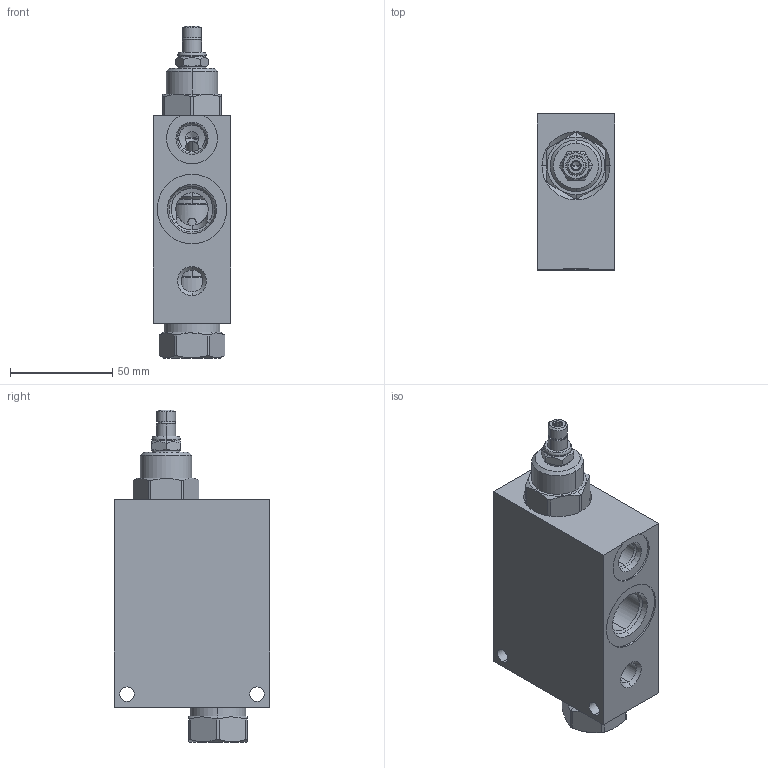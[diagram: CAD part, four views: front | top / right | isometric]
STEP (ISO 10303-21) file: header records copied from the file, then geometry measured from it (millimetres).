
FILE_DESCRIPTION((''),'2;1');
FILE_NAME('YVELLANCK_ASM','2021-03-12T',('ProEService'),(''),'PRO/ENGINEER BY PARAMETRIC TECHNOLOGY CORPORATION, 2014200','PRO/ENGINEER BY PARAMETRIC TECHNOLOGY CORPORATION, 2014200','');
FILE_SCHEMA(('CONFIG_CONTROL_DESIGN'));
Length unit declared in the file: inch
Products named in the file (4): 150-861-007; RVEALAN; CXFAXCN; YVELLANCK_ASM
Assembly tree (3 placements, depth 2):
  YVELLANCK_ASM
    150-861-007
    RVEALAN
    CXFAXCN
Bounding box: 38.1 x 76.2 x 162.46 mm (x, y, z)
Volume: 280569.1 mm3; surface area: 65900.7 mm2
Topology: 8 solids, 10 shells, 477 faces, 1372 edges, 1041 vertices
Faces by surface type: cylinder 199, cone 111, plane 92, torus 53, revolution 20, sphere 2
Entity records: 19872 total; most frequent: CARTESIAN_POINT 7464, DIRECTION 2640, ORIENTED_EDGE 2232, EDGE_CURVE 1116, AXIS2_PLACEMENT_3D 1006, VERTEX_POINT 684, VECTOR 608, LINE 608
